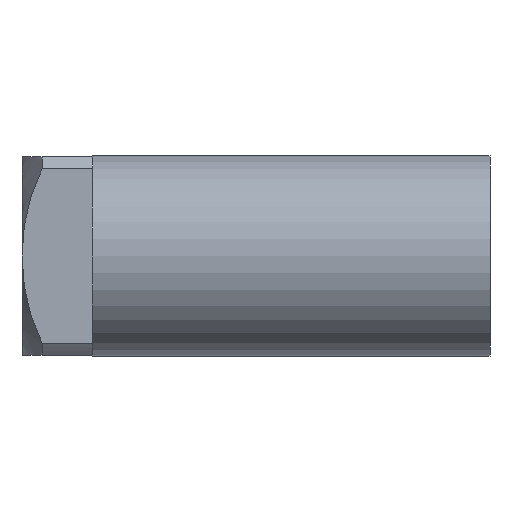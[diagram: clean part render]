
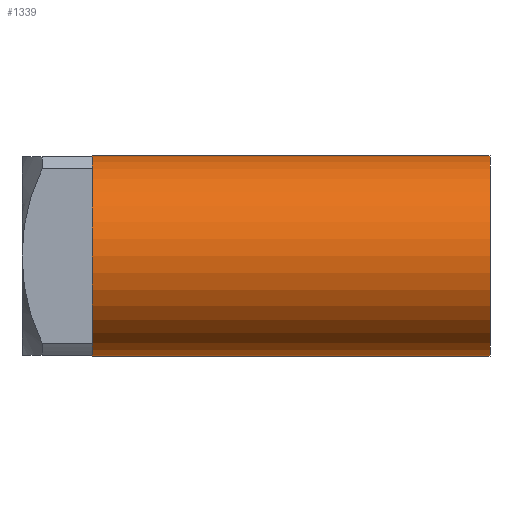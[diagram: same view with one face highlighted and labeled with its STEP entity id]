
A CAD part, front view. The second image highlights one B-rep face of the part: STEP entity #1339.
In plain terms, the highlighted cylindrical face has radius 3.2 mm (diameter 6.401 mm), a partial arc.
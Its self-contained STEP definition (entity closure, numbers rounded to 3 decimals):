
#4 = VERTEX_POINT ( 'NONE', #274 ) ;
#26 = VECTOR ( 'NONE', #1799, 1000. ) ;
#82 = DIRECTION ( 'NONE',  ( -1., 0., 0. ) ) ;
#269 = DIRECTION ( 'NONE',  ( 0., 0., -1. ) ) ;
#274 = CARTESIAN_POINT ( 'NONE',  ( -0.93, -24.156, 3.2 ) ) ;
#352 = DIRECTION ( 'NONE',  ( -1., 0., 0. ) ) ;
#450 = EDGE_CURVE ( 'NONE', #661, #4, #735, .T. ) ;
#536 = ORIENTED_EDGE ( 'NONE', *, *, #914, .F. ) ;
#661 = VERTEX_POINT ( 'NONE', #1991 ) ;
#735 = LINE ( 'NONE', #2060, #1748 ) ;
#828 = AXIS2_PLACEMENT_3D ( 'NONE', #1428, #939, #1910 ) ;
#914 = EDGE_CURVE ( 'NONE', #661, #994, #1900, .T. ) ;
#939 = DIRECTION ( 'NONE',  ( 1., 0., 0. ) ) ;
#994 = VERTEX_POINT ( 'NONE', #1604 ) ;
#1026 = CARTESIAN_POINT ( 'NONE',  ( 11.77, -24.156, 0. ) ) ;
#1038 = FACE_OUTER_BOUND ( 'NONE', #1501, .T. ) ;
#1111 = CIRCLE ( 'NONE', #1728, 3.2 ) ;
#1112 = CARTESIAN_POINT ( 'NONE',  ( -0.93, -24.156, 0. ) ) ;
#1339 = ADVANCED_FACE ( 'NONE', ( #1038 ), #1348, .T. ) ;
#1348 = CYLINDRICAL_SURFACE ( 'NONE', #2079, 3.2 ) ;
#1428 = CARTESIAN_POINT ( 'NONE',  ( 11.77, -24.156, 0. ) ) ;
#1460 = ORIENTED_EDGE ( 'NONE', *, *, #450, .T. ) ;
#1464 = EDGE_CURVE ( 'NONE', #4, #1745, #1111, .T. ) ;
#1501 = EDGE_LOOP ( 'NONE', ( #1872, #536, #1460, #2010 ) ) ;
#1576 = DIRECTION ( 'NONE',  ( 1., 0., 0. ) ) ;
#1602 = CARTESIAN_POINT ( 'NONE',  ( 11.77, -24.156, -3.2 ) ) ;
#1604 = CARTESIAN_POINT ( 'NONE',  ( 11.77, -24.156, -3.2 ) ) ;
#1619 = EDGE_CURVE ( 'NONE', #994, #1745, #1783, .T. ) ;
#1728 = AXIS2_PLACEMENT_3D ( 'NONE', #1112, #1576, #269 ) ;
#1745 = VERTEX_POINT ( 'NONE', #2021 ) ;
#1748 = VECTOR ( 'NONE', #82, 1000. ) ;
#1783 = LINE ( 'NONE', #1602, #26 ) ;
#1799 = DIRECTION ( 'NONE',  ( -1., 0., 0. ) ) ;
#1872 = ORIENTED_EDGE ( 'NONE', *, *, #1619, .F. ) ;
#1900 = CIRCLE ( 'NONE', #828, 3.2 ) ;
#1910 = DIRECTION ( 'NONE',  ( 0., 0., -1. ) ) ;
#1991 = CARTESIAN_POINT ( 'NONE',  ( 11.77, -24.156, 3.2 ) ) ;
#2010 = ORIENTED_EDGE ( 'NONE', *, *, #1464, .T. ) ;
#2013 = DIRECTION ( 'NONE',  ( 0., 0., 1. ) ) ;
#2021 = CARTESIAN_POINT ( 'NONE',  ( -0.93, -24.156, -3.2 ) ) ;
#2060 = CARTESIAN_POINT ( 'NONE',  ( 11.77, -24.156, 3.2 ) ) ;
#2079 = AXIS2_PLACEMENT_3D ( 'NONE', #1026, #352, #2013 ) ;
